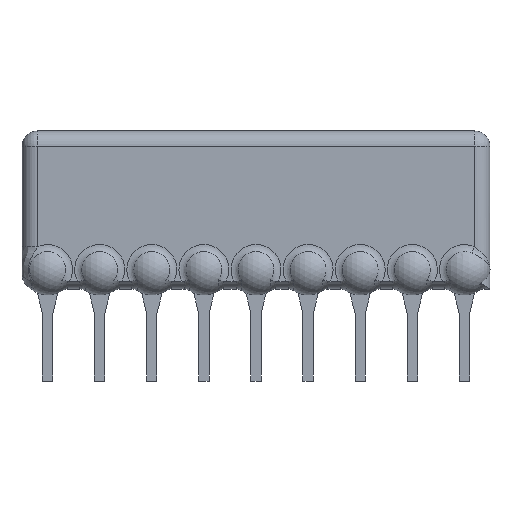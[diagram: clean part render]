
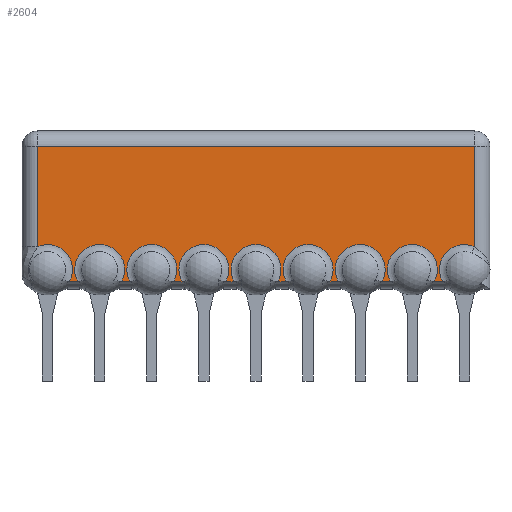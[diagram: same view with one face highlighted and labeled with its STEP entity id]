
A CAD part, left-side view. The second image highlights one B-rep face of the part: STEP entity #2604.
In plain terms, the highlighted planar face has unit normal (-1, 0, 0).
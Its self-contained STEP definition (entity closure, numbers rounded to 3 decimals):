
#1=DIRECTION('',(1.,0.,0.));
#5=DIRECTION('',(-1.,0.,0.));
#9=DIRECTION('',(0.,1.,0.));
#18=DIRECTION('',(0.,0.,1.));
#83=VECTOR('',#9,0.409);
#85=CARTESIAN_POINT('',(-0.75,5.259,-0.589));
#96=CARTESIAN_POINT('',(-0.75,2.719,-0.589));
#122=CARTESIAN_POINT('',(-0.75,20.499,-0.589));
#137=CARTESIAN_POINT('',(-0.75,17.959,-0.589));
#152=CARTESIAN_POINT('',(-0.75,15.419,-0.589));
#167=CARTESIAN_POINT('',(-0.75,12.879,-0.589));
#182=CARTESIAN_POINT('',(-0.75,10.339,-0.589));
#194=CARTESIAN_POINT('',(-0.75,7.799,-0.589));
#235=CARTESIAN_POINT('',(-0.75,0.75,1.112));
#361=DIRECTION('',(0.,0.875,-0.484));
#400=CARTESIAN_POINT('',(-0.75,22.06,1.112));
#419=CARTESIAN_POINT('',(-0.75,21.565,0.));
#420=DIRECTION('',(0.,0.407,0.914));
#421=AXIS2_PLACEMENT_3D('',#419,#1,#420);
#422=CIRCLE('',#421,1.218);
#603=DIRECTION('',(0.,0.,-1.));
#604=VECTOR('',#603,4.893);
#605=CARTESIAN_POINT('',(-0.75,22.06,6.005));
#606=LINE('',#605,#604);
#607=DIRECTION('',(0.,0.,-1.));
#608=VECTOR('',#607,4.893);
#609=CARTESIAN_POINT('',(-0.75,0.75,6.005));
#610=LINE('',#609,#608);
#611=CARTESIAN_POINT('',(-0.75,1.245,0.));
#612=AXIS2_PLACEMENT_3D('',#611,#1,#361);
#613=CIRCLE('',#612,1.218);
#614=CARTESIAN_POINT('',(-0.75,2.311,-0.589));
#615=LINE('',#614,#83);
#616=CARTESIAN_POINT('',(-0.75,4.851,-0.589));
#617=LINE('',#616,#83);
#618=CARTESIAN_POINT('',(-0.75,7.391,-0.589));
#619=LINE('',#618,#83);
#620=CARTESIAN_POINT('',(-0.75,9.931,-0.589));
#621=LINE('',#620,#83);
#622=CARTESIAN_POINT('',(-0.75,12.471,-0.589));
#623=LINE('',#622,#83);
#624=CARTESIAN_POINT('',(-0.75,15.011,-0.589));
#625=LINE('',#624,#83);
#626=CARTESIAN_POINT('',(-0.75,17.551,-0.589));
#627=LINE('',#626,#83);
#628=CARTESIAN_POINT('',(-0.75,20.091,-0.589));
#629=LINE('',#628,#83);
#634=DIRECTION('',(0.,1.,0.));
#635=VECTOR('',#634,21.31);
#636=LINE('',#609,#635);
#656=CARTESIAN_POINT('',(-0.75,3.785,0.));
#657=AXIS2_PLACEMENT_3D('',#656,#1,#361);
#658=CIRCLE('',#657,1.218);
#701=CARTESIAN_POINT('',(-0.75,6.325,0.));
#702=AXIS2_PLACEMENT_3D('',#701,#1,#361);
#703=CIRCLE('',#702,1.218);
#804=CARTESIAN_POINT('',(-0.75,8.865,0.));
#805=AXIS2_PLACEMENT_3D('',#804,#1,#361);
#806=CIRCLE('',#805,1.218);
#908=CARTESIAN_POINT('',(-0.75,11.405,0.));
#909=AXIS2_PLACEMENT_3D('',#908,#1,#361);
#910=CIRCLE('',#909,1.218);
#1009=CARTESIAN_POINT('',(-0.75,13.945,0.));
#1010=AXIS2_PLACEMENT_3D('',#1009,#1,#361);
#1011=CIRCLE('',#1010,1.218);
#1110=CARTESIAN_POINT('',(-0.75,16.485,0.));
#1111=AXIS2_PLACEMENT_3D('',#1110,#1,#361);
#1112=CIRCLE('',#1111,1.218);
#1217=CARTESIAN_POINT('',(-0.75,19.025,0.));
#1218=AXIS2_PLACEMENT_3D('',#1217,#1,#361);
#1219=CIRCLE('',#1218,1.218);
#1351=CARTESIAN_POINT('',(-0.75,0.75,6.005));
#1353=VERTEX_POINT('',#1351);
#1356=VERTEX_POINT('',#235);
#1359=VERTEX_POINT('',#614);
#1373=VERTEX_POINT('',#616);
#1374=VERTEX_POINT('',#85);
#1377=VERTEX_POINT('',#96);
#1387=VERTEX_POINT('',#618);
#1388=VERTEX_POINT('',#194);
#1389=VERTEX_POINT('',#620);
#1390=VERTEX_POINT('',#182);
#1391=VERTEX_POINT('',#622);
#1392=VERTEX_POINT('',#167);
#1393=VERTEX_POINT('',#624);
#1394=VERTEX_POINT('',#152);
#1395=VERTEX_POINT('',#626);
#1396=VERTEX_POINT('',#137);
#1397=VERTEX_POINT('',#628);
#1398=VERTEX_POINT('',#122);
#1609=VERTEX_POINT('',#605);
#1610=VERTEX_POINT('',#400);
#1778=EDGE_CURVE('',#1373,#1374,#617,.T.);
#1789=EDGE_CURVE('',#1359,#1377,#615,.T.);
#1804=EDGE_CURVE('',#1397,#1398,#629,.T.);
#1823=EDGE_CURVE('',#1395,#1396,#627,.T.);
#1842=EDGE_CURVE('',#1393,#1394,#625,.T.);
#1861=EDGE_CURVE('',#1391,#1392,#623,.T.);
#1880=EDGE_CURVE('',#1389,#1390,#621,.T.);
#1907=EDGE_CURVE('',#1387,#1388,#619,.T.);
#1936=EDGE_CURVE('',#1353,#1356,#610,.T.);
#2170=EDGE_CURVE('',#1609,#1610,#606,.T.);
#2269=EDGE_CURVE('',#1610,#1398,#422,.T.);
#2570=CARTESIAN_POINT('',(-0.75,0.,-0.589));
#2571=AXIS2_PLACEMENT_3D('',#2570,#5,#18);
#2572=PLANE('',#2571);
#2573=ORIENTED_EDGE('',*,*,#2170,.F.);
#2574=EDGE_CURVE('',#1353,#1609,#636,.T.);
#2575=ORIENTED_EDGE('',*,*,#2574,.F.);
#2576=ORIENTED_EDGE('',*,*,#1936,.T.);
#2577=EDGE_CURVE('',#1359,#1356,#613,.T.);
#2578=ORIENTED_EDGE('',*,*,#2577,.F.);
#2579=ORIENTED_EDGE('',*,*,#1789,.T.);
#2580=EDGE_CURVE('',#1373,#1377,#658,.T.);
#2581=ORIENTED_EDGE('',*,*,#2580,.F.);
#2582=ORIENTED_EDGE('',*,*,#1778,.T.);
#2583=EDGE_CURVE('',#1387,#1374,#703,.T.);
#2584=ORIENTED_EDGE('',*,*,#2583,.F.);
#2585=ORIENTED_EDGE('',*,*,#1907,.T.);
#2586=EDGE_CURVE('',#1389,#1388,#806,.T.);
#2587=ORIENTED_EDGE('',*,*,#2586,.F.);
#2588=ORIENTED_EDGE('',*,*,#1880,.T.);
#2589=EDGE_CURVE('',#1391,#1390,#910,.T.);
#2590=ORIENTED_EDGE('',*,*,#2589,.F.);
#2591=ORIENTED_EDGE('',*,*,#1861,.T.);
#2592=EDGE_CURVE('',#1393,#1392,#1011,.T.);
#2593=ORIENTED_EDGE('',*,*,#2592,.F.);
#2594=ORIENTED_EDGE('',*,*,#1842,.T.);
#2595=EDGE_CURVE('',#1395,#1394,#1112,.T.);
#2596=ORIENTED_EDGE('',*,*,#2595,.F.);
#2597=ORIENTED_EDGE('',*,*,#1823,.T.);
#2598=EDGE_CURVE('',#1397,#1396,#1219,.T.);
#2599=ORIENTED_EDGE('',*,*,#2598,.F.);
#2600=ORIENTED_EDGE('',*,*,#1804,.T.);
#2601=ORIENTED_EDGE('',*,*,#2269,.F.);
#2602=EDGE_LOOP('',(#2573,#2575,#2576,#2578,#2579,#2581,#2582,#2584,#2585,#2587,#2588,#2590,#2591,#2593,#2594,#2596,#2597,#2599,#2600,#2601));
#2603=FACE_OUTER_BOUND('',#2602,.F.);
#2604=ADVANCED_FACE('',(#2603),#2572,.T.);
